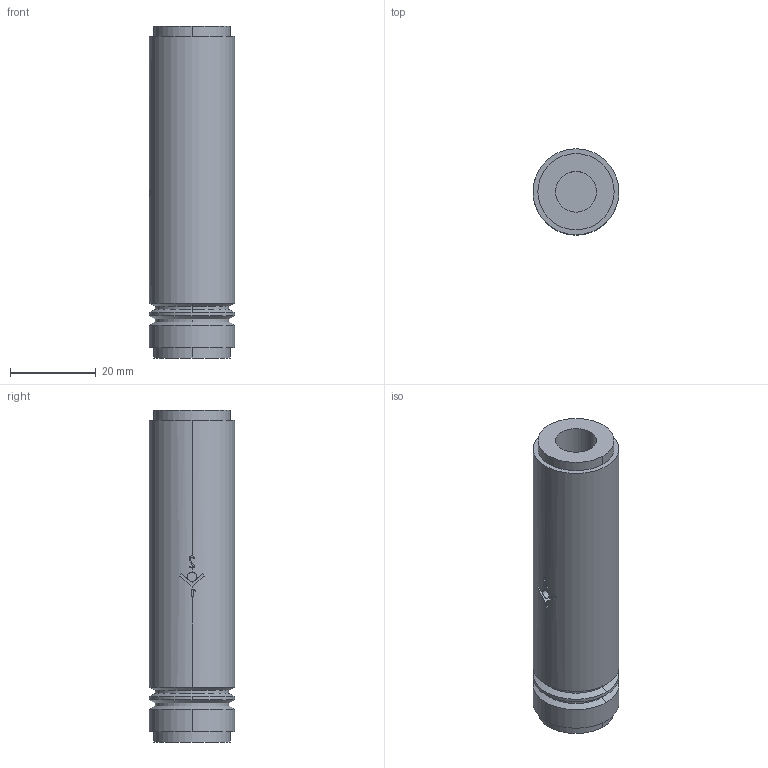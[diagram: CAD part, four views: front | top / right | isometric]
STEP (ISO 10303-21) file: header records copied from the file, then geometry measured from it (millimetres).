
FILE_DESCRIPTION((''),'2;1');
FILE_NAME('ILCP7003001','2006-11-28T',('KR'),(''),'PRO/ENGINEER BY PARAMETRIC TECHNOLOGY CORPORATION, 2005180','PRO/ENGINEER BY PARAMETRIC TECHNOLOGY CORPORATION, 2005180','');
FILE_SCHEMA(('AUTOMOTIVE_DESIGN_CC2 { 1 2 10303 214 -1 1 5 2 }'));
Length unit declared in the file: inch
Products named in the file (1): ILCP7003001
Bounding box: 20.07 x 20.07 x 77.47 mm (x, y, z)
Volume: 21831.7 mm3; surface area: 6579.5 mm2
Topology: 1 solids, 1 shells, 80 faces, 211 edges, 137 vertices
Faces by surface type: plane 51, cylinder 21, cone 8
Entity records: 2614 total; most frequent: CARTESIAN_POINT 525, ORIENTED_EDGE 422, DIRECTION 394, EDGE_CURVE 211, AXIS2_PLACEMENT_3D 137, VERTEX_POINT 137, VECTOR 120, LINE 120
